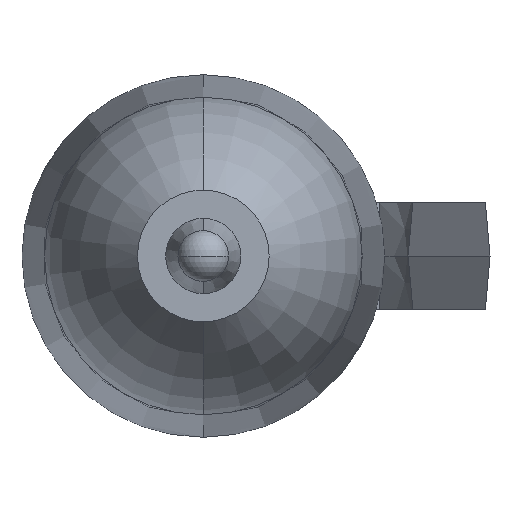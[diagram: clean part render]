
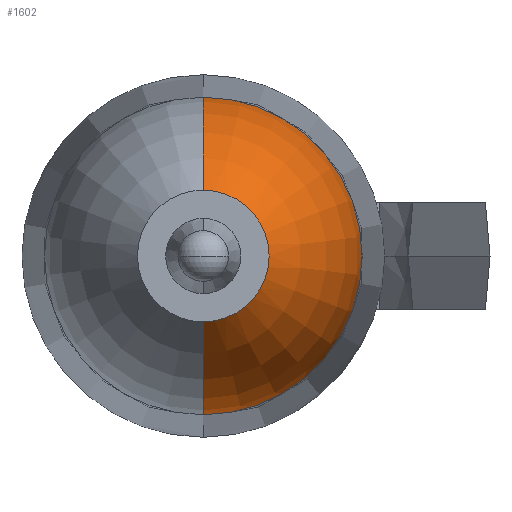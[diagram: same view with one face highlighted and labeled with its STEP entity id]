
A CAD part, front view. The second image highlights one B-rep face of the part: STEP entity #1602.
In plain terms, the highlighted toroidal (fillet/blend) face has major radius 6.215 mm and minor radius 11.366 mm.
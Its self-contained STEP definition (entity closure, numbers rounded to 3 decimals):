
#51 = CARTESIAN_POINT ( 'NONE',  ( 0., 4.2, 0. ) ) ;
#100 = DIRECTION ( 'NONE',  ( 0., 0., -1. ) ) ;
#312 = EDGE_CURVE ( 'NONE', #539, #1846, #3494, .T. ) ;
#345 = ORIENTED_EDGE ( 'NONE', *, *, #312, .T. ) ;
#519 = ORIENTED_EDGE ( 'NONE', *, *, #1188, .F. ) ;
#537 = CARTESIAN_POINT ( 'NONE',  ( 0., 11.911, 0. ) ) ;
#539 = VERTEX_POINT ( 'NONE', #1468 ) ;
#623 = TOROIDAL_SURFACE ( 'NONE', #3337, -6.215, 11.366 ) ;
#731 = AXIS2_PLACEMENT_3D ( 'NONE', #4005, #4768, #1429 ) ;
#935 = FACE_OUTER_BOUND ( 'NONE', #2599, .T. ) ;
#1188 = EDGE_CURVE ( 'NONE', #2653, #3819, #4158, .T. ) ;
#1217 = DIRECTION ( 'NONE',  ( 0., 0., -1. ) ) ;
#1219 = DIRECTION ( 'NONE',  ( 1., 0., 0. ) ) ;
#1392 = ORIENTED_EDGE ( 'NONE', *, *, #2449, .T. ) ;
#1429 = DIRECTION ( 'NONE',  ( 0., 0., 1. ) ) ;
#1468 = CARTESIAN_POINT ( 'NONE',  ( 0., 11.8, 5.15 ) ) ;
#1602 = ADVANCED_FACE ( 'NONE', ( #935 ), #623, .T. ) ;
#1623 = CIRCLE ( 'NONE', #4647, 2.135 ) ;
#1757 = CARTESIAN_POINT ( 'NONE',  ( 0., 11.8, -5.15 ) ) ;
#1846 = VERTEX_POINT ( 'NONE', #4558 ) ;
#1943 = AXIS2_PLACEMENT_3D ( 'NONE', #4621, #2775, #100 ) ;
#2444 = DIRECTION ( 'NONE',  ( 0., -1., 0. ) ) ;
#2449 = EDGE_CURVE ( 'NONE', #2653, #539, #3098, .T. ) ;
#2472 = EDGE_CURVE ( 'NONE', #3819, #1846, #1623, .T. ) ;
#2599 = EDGE_LOOP ( 'NONE', ( #1392, #345, #2609, #519 ) ) ;
#2609 = ORIENTED_EDGE ( 'NONE', *, *, #2472, .F. ) ;
#2653 = VERTEX_POINT ( 'NONE', #1757 ) ;
#2666 = DIRECTION ( 'NONE',  ( 0., 0., -1. ) ) ;
#2775 = DIRECTION ( 'NONE',  ( 0., -1., 0. ) ) ;
#3068 = CARTESIAN_POINT ( 'NONE',  ( 0., 11.911, -6.215 ) ) ;
#3098 = CIRCLE ( 'NONE', #1943, 5.15 ) ;
#3337 = AXIS2_PLACEMENT_3D ( 'NONE', #537, #2444, #3604 ) ;
#3429 = DIRECTION ( 'NONE',  ( 0., -1., 0. ) ) ;
#3494 = CIRCLE ( 'NONE', #4507, 11.366 ) ;
#3604 = DIRECTION ( 'NONE',  ( 0., 0., -1. ) ) ;
#3819 = VERTEX_POINT ( 'NONE', #4629 ) ;
#4005 = CARTESIAN_POINT ( 'NONE',  ( 0., 11.911, 6.215 ) ) ;
#4158 = CIRCLE ( 'NONE', #731, 11.366 ) ;
#4507 = AXIS2_PLACEMENT_3D ( 'NONE', #3068, #1219, #2666 ) ;
#4558 = CARTESIAN_POINT ( 'NONE',  ( 0., 4.2, 2.135 ) ) ;
#4621 = CARTESIAN_POINT ( 'NONE',  ( 0., 11.8, 0. ) ) ;
#4629 = CARTESIAN_POINT ( 'NONE',  ( 0., 4.2, -2.135 ) ) ;
#4647 = AXIS2_PLACEMENT_3D ( 'NONE', #51, #3429, #1217 ) ;
#4768 = DIRECTION ( 'NONE',  ( -1., 0., 0. ) ) ;
